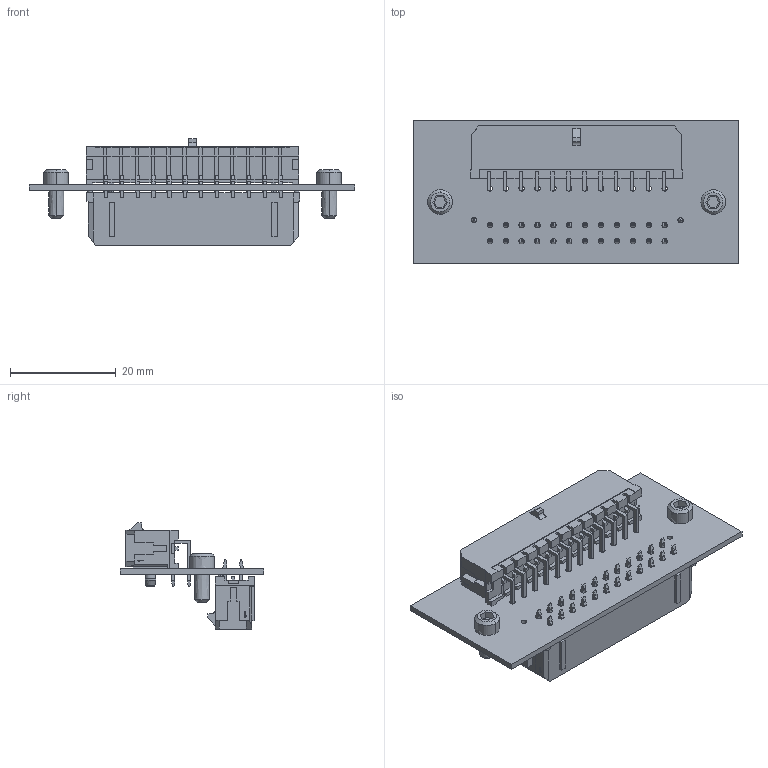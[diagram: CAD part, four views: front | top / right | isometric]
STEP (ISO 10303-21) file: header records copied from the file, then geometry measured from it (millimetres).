
FILE_DESCRIPTION(('Open CASCADE Model'),'2;1');
FILE_NAME('Open CASCADE Shape Model','2020-02-15T14:10:36',('Author'),( 'Open CASCADE'),'Open CASCADE STEP processor 6.8','Open CASCADE 6.8' ,'Unknown');
FILE_SCHEMA(('AUTOMOTIVE_DESIGN { 1 0 10303 214 1 1 1 1 }'));
Products named in the file (1): PCB
Bounding box: 61.47 x 27.18 x 20.05 mm (x, y, z)
Volume: 5177 mm3; surface area: 11514.7 mm2
Topology: 5 solids, 5 shells, 2004 faces, 5356 edges, 3583 vertices
Faces by surface type: plane 1832, cylinder 112, bspline 52, cone 6, torus 2
Full cylindrical faces by diameter (mm): 1.016 x50, 2.946 x2, 2.997 x2
Entity records: 62125 total; most frequent: CARTESIAN_POINT 11680, ORIENTED_EDGE 10490, DIRECTION 9620, EDGE_CURVE 5245, LINE 4974, VECTOR 4974, VERTEX_POINT 3361, AXIS2_PLACEMENT_3D 2323
